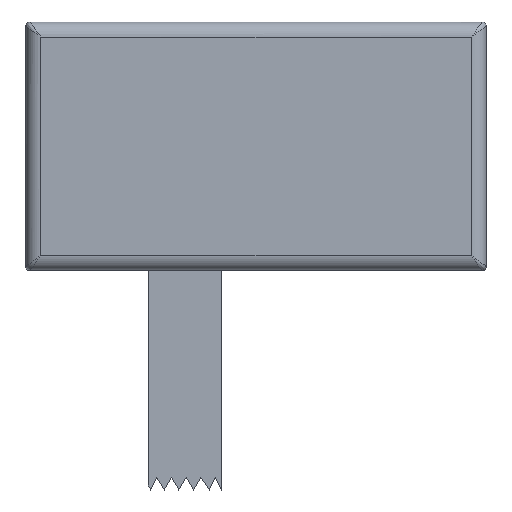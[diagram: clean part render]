
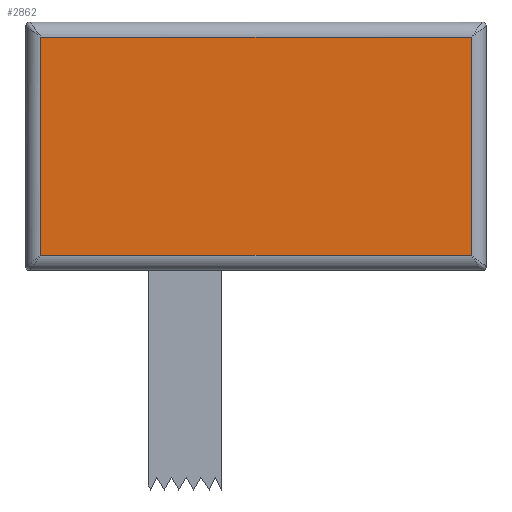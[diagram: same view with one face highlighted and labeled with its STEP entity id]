
A CAD part, top view. The second image highlights one B-rep face of the part: STEP entity #2862.
In plain terms, the highlighted planar face has unit normal (0, 0, 1).
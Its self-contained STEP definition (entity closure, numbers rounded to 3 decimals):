
#200=ORIENTED_EDGE('',*,*,#777,.T.);
#201=ORIENTED_EDGE('',*,*,#763,.T.);
#202=ORIENTED_EDGE('',*,*,#778,.T.);
#203=ORIENTED_EDGE('',*,*,#770,.T.);
#763=EDGE_CURVE('',#1056,#1055,#1260,.T.);
#770=EDGE_CURVE('',#1058,#1061,#1261,.F.);
#777=EDGE_CURVE('',#1061,#1056,#1263,.T.);
#778=EDGE_CURVE('',#1055,#1058,#1264,.T.);
#1055=VERTEX_POINT('',#3831);
#1056=VERTEX_POINT('',#3833);
#1058=VERTEX_POINT('',#3869);
#1061=VERTEX_POINT('',#3876);
#1260=LINE('',#3832,#1490);
#1261=LINE('',#3875,#1491);
#1263=LINE('',#3917,#1493);
#1264=LINE('',#3918,#1494);
#1490=VECTOR('',#3212,1000.);
#1491=VECTOR('',#3227,1000.);
#1493=VECTOR('',#3241,1000.);
#1494=VECTOR('',#3242,1000.);
#1694=EDGE_LOOP('',(#200,#201,#202,#203));
#1828=FACE_BOUND('',#1694,.T.);
#1955=PLANE('',#2992);
#2862=ADVANCED_FACE('',(#1828),#1955,.T.);
#2992=AXIS2_PLACEMENT_3D('',#3916,#3239,#3240);
#3212=DIRECTION('',(0.,1.,0.));
#3227=DIRECTION('',(0.,1.,0.));
#3239=DIRECTION('',(0.,0.,1.));
#3240=DIRECTION('',(1.,0.,0.));
#3241=DIRECTION('',(1.,0.,0.));
#3242=DIRECTION('',(-1.,0.,0.));
#3831=CARTESIAN_POINT('',(5.888,2.988,7.8));
#3832=CARTESIAN_POINT('',(5.888,-3.4,7.8));
#3833=CARTESIAN_POINT('',(5.888,-2.988,7.8));
#3869=CARTESIAN_POINT('',(-5.888,2.988,7.8));
#3875=CARTESIAN_POINT('',(-5.888,-3.4,7.8));
#3876=CARTESIAN_POINT('',(-5.888,-2.988,7.8));
#3916=CARTESIAN_POINT('',(-6.1,-3.4,7.8));
#3917=CARTESIAN_POINT('',(-6.1,-2.988,7.8));
#3918=CARTESIAN_POINT('',(-6.1,2.988,7.8));
